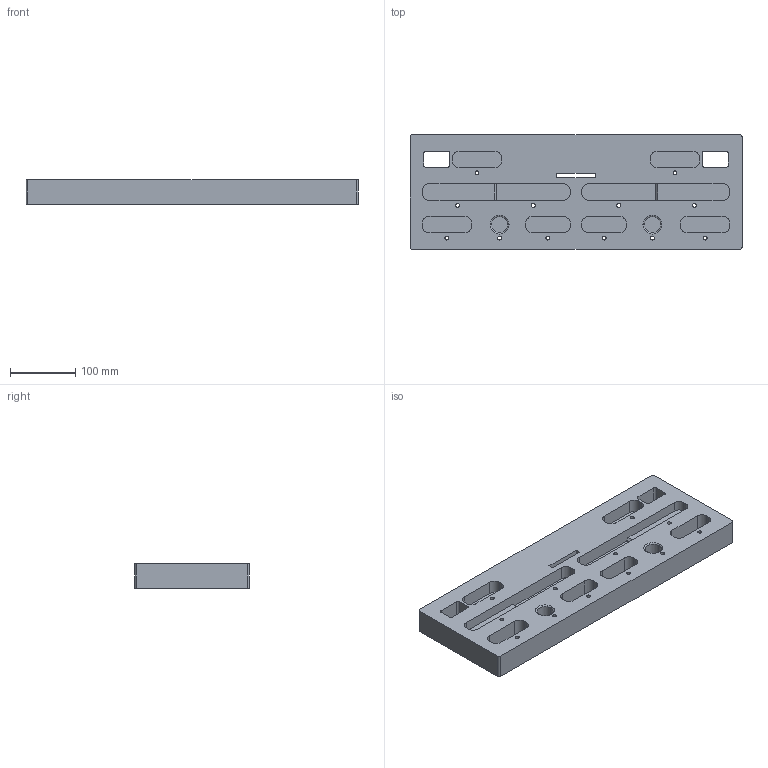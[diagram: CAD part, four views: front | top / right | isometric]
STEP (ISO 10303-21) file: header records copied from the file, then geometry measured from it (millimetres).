
FILE_DESCRIPTION (( 'STEP AP203' ), '1' );
FILE_NAME ('Hangboard Draftv15.STEP', '2025-12-13T05:25:05', ( '' ), ( '' ), 'SwSTEP 2.0', 'SolidWorks 2025', '' );
FILE_SCHEMA (( 'CONFIG_CONTROL_DESIGN' ));
Length unit declared in the file: millimetre
Products named in the file (1): Hangboard Draftv15
Bounding box: 508 x 175 x 38.1 mm (x, y, z)
Volume: 2435317.5 mm3; surface area: 319034.7 mm2
Topology: 1 solids, 1 shells, 258 faces, 770 edges, 512 vertices
Faces by surface type: plane 131, cylinder 123, torus 4
Entity records: 8897 total; most frequent: DIRECTION 1566, CARTESIAN_POINT 1541, ORIENTED_EDGE 1540, EDGE_CURVE 770, AXIS2_PLACEMENT_3D 537, VERTEX_POINT 512, LINE 492, VECTOR 492
